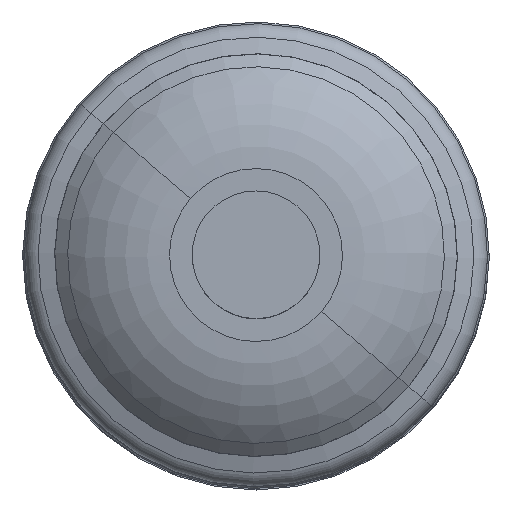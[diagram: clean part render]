
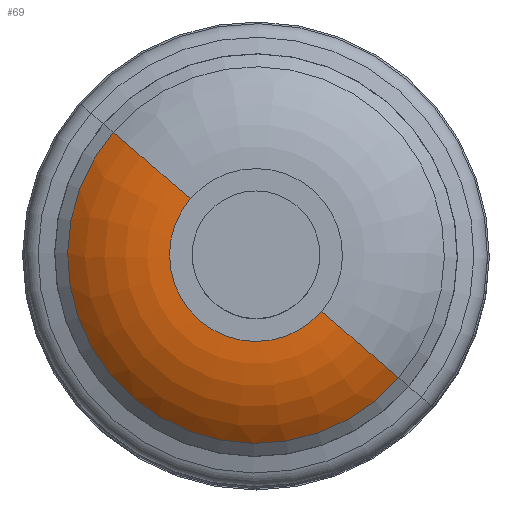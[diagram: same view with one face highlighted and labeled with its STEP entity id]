
A CAD part, top view. The second image highlights one B-rep face of the part: STEP entity #69.
In plain terms, the highlighted toroidal (fillet/blend) face has major radius 14.972 mm and minor radius 25.4 mm.
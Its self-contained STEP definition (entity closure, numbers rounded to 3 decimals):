
#45 = EDGE_CURVE ( 'NONE', #764, #1172, #793, .T. ) ;
#47 = CARTESIAN_POINT ( 'NONE',  ( 0., 0., 169.971 ) ) ;
#69 = ADVANCED_FACE ( 'NONE', ( #201 ), #1415, .T. ) ;
#78 = AXIS2_PLACEMENT_3D ( 'NONE', #334, #1482, #1364 ) ;
#125 = AXIS2_PLACEMENT_3D ( 'NONE', #47, #529, #658 ) ;
#161 = DIRECTION ( 'NONE',  ( 0., 0., -1. ) ) ;
#195 = DIRECTION ( 'NONE',  ( 0., 0., -1. ) ) ;
#201 = FACE_OUTER_BOUND ( 'NONE', #1337, .T. ) ;
#241 = CIRCLE ( 'NONE', #440, 25.4 ) ;
#249 = CIRCLE ( 'NONE', #125, 32.616 ) ;
#254 = CARTESIAN_POINT ( 'NONE',  ( 24.732, -21.264, 169.971 ) ) ;
#259 = AXIS2_PLACEMENT_3D ( 'NONE', #385, #161, #1006 ) ;
#265 = ORIENTED_EDGE ( 'NONE', *, *, #879, .F. ) ;
#334 = CARTESIAN_POINT ( 'NONE',  ( -11.353, 9.761, 151.7 ) ) ;
#385 = CARTESIAN_POINT ( 'NONE',  ( 0., 0., 177.1 ) ) ;
#419 = CARTESIAN_POINT ( 'NONE',  ( 0., 0., 151.7 ) ) ;
#440 = AXIS2_PLACEMENT_3D ( 'NONE', #602, #1081, #1398 ) ;
#529 = DIRECTION ( 'NONE',  ( 0., 0., -1. ) ) ;
#530 = CARTESIAN_POINT ( 'NONE',  ( -11.353, 9.761, 177.1 ) ) ;
#563 = EDGE_CURVE ( 'NONE', #1245, #764, #1035, .T. ) ;
#602 = CARTESIAN_POINT ( 'NONE',  ( 11.353, -9.761, 151.7 ) ) ;
#604 = CARTESIAN_POINT ( 'NONE',  ( 11.353, -9.761, 177.1 ) ) ;
#613 = VERTEX_POINT ( 'NONE', #254 ) ;
#658 = DIRECTION ( 'NONE',  ( 0.758, -0.652, 0. ) ) ;
#704 = ORIENTED_EDGE ( 'NONE', *, *, #45, .T. ) ;
#764 = VERTEX_POINT ( 'NONE', #530 ) ;
#793 = CIRCLE ( 'NONE', #78, 25.4 ) ;
#794 = DIRECTION ( 'NONE',  ( 0.758, -0.652, 0. ) ) ;
#879 = EDGE_CURVE ( 'NONE', #613, #1172, #249, .T. ) ;
#906 = AXIS2_PLACEMENT_3D ( 'NONE', #419, #195, #794 ) ;
#980 = ORIENTED_EDGE ( 'NONE', *, *, #563, .T. ) ;
#1006 = DIRECTION ( 'NONE',  ( 0.758, -0.652, 0. ) ) ;
#1035 = CIRCLE ( 'NONE', #259, 14.972 ) ;
#1081 = DIRECTION ( 'NONE',  ( 0.652, 0.758, 0. ) ) ;
#1105 = CARTESIAN_POINT ( 'NONE',  ( -24.732, 21.264, 169.971 ) ) ;
#1160 = ORIENTED_EDGE ( 'NONE', *, *, #1343, .F. ) ;
#1172 = VERTEX_POINT ( 'NONE', #1105 ) ;
#1245 = VERTEX_POINT ( 'NONE', #604 ) ;
#1337 = EDGE_LOOP ( 'NONE', ( #980, #704, #265, #1160 ) ) ;
#1343 = EDGE_CURVE ( 'NONE', #1245, #613, #241, .T. ) ;
#1364 = DIRECTION ( 'NONE',  ( 0.758, -0.652, 0. ) ) ;
#1398 = DIRECTION ( 'NONE',  ( -0.758, 0.652, 0. ) ) ;
#1415 = TOROIDAL_SURFACE ( 'NONE', #906, 14.972, 25.4 ) ;
#1482 = DIRECTION ( 'NONE',  ( -0.652, -0.758, 0. ) ) ;
